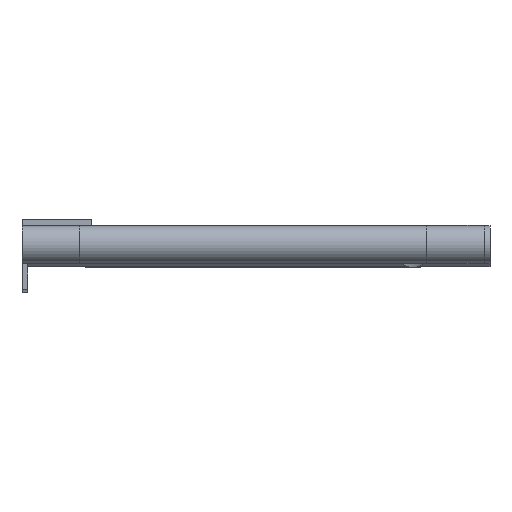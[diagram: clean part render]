
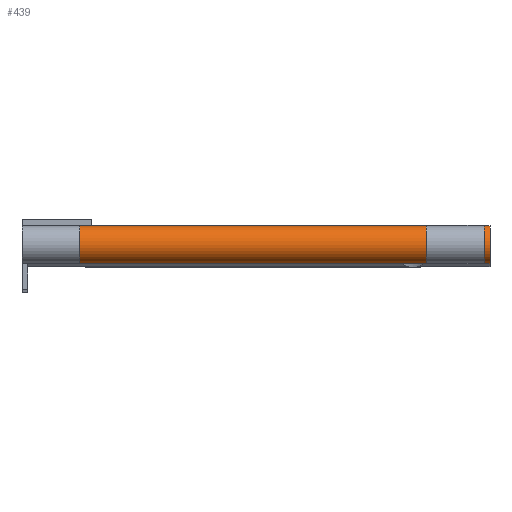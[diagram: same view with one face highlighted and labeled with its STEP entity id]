
A CAD part, top view. The second image highlights one B-rep face of the part: STEP entity #439.
In plain terms, the highlighted cylindrical face has radius 21.082 mm (diameter 42.164 mm), a full revolution.
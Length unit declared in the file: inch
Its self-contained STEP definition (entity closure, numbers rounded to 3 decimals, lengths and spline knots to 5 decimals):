
#68=CYLINDRICAL_SURFACE('',#527,0.83);
#83=FACE_BOUND('',#177,.T.);
#102=CIRCLE('',#525,0.83);
#104=CIRCLE('',#528,0.83);
#147=FACE_OUTER_BOUND('',#176,.T.);
#176=EDGE_LOOP('',(#368));
#177=EDGE_LOOP('',(#369));
#262=VERTEX_POINT('',#771);
#264=VERTEX_POINT('',#776);
#305=EDGE_CURVE('',#262,#262,#102,.T.);
#307=EDGE_CURVE('',#264,#264,#104,.T.);
#368=ORIENTED_EDGE('',*,*,#305,.T.);
#369=ORIENTED_EDGE('',*,*,#307,.T.);
#439=ADVANCED_FACE('',(#147,#83),#68,.T.);
#525=AXIS2_PLACEMENT_3D('',#772,#621,#622);
#527=AXIS2_PLACEMENT_3D('',#775,#625,#626);
#528=AXIS2_PLACEMENT_3D('',#777,#627,#628);
#621=DIRECTION('center_axis',(0.,1.,0.));
#622=DIRECTION('ref_axis',(1.,0.,0.));
#625=DIRECTION('center_axis',(0.,1.,0.));
#626=DIRECTION('ref_axis',(1.,0.,0.));
#627=DIRECTION('center_axis',(0.,-1.,0.));
#628=DIRECTION('ref_axis',(-1.,0.,0.));
#771=CARTESIAN_POINT('',(0.83,0.,0.));
#772=CARTESIAN_POINT('Origin',(0.,0.,0.));
#775=CARTESIAN_POINT('Origin',(0.,0.,0.));
#776=CARTESIAN_POINT('',(0.83,20.,0.));
#777=CARTESIAN_POINT('Origin',(0.,20.,0.));
